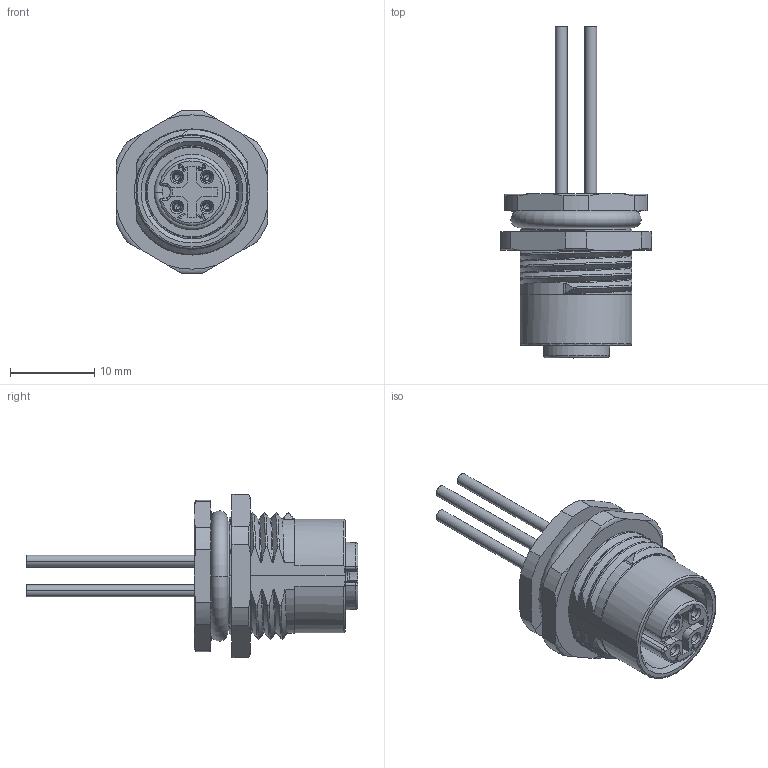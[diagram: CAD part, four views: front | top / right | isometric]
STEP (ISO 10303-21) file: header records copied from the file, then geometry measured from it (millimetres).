
FILE_DESCRIPTION((''),'2;1');
FILE_NAME('M12-F04A-BKR-PG9_SW0001','2017-07-27T',('hq.zhang'),(''),'PRO/ENGINEER BY PARAMETRIC TECHNOLOGY CORPORATION, 2012480','PRO/ENGINEER BY PARAMETRIC TECHNOLOGY CORPORATION, 2012480','');
FILE_SCHEMA(('AUTOMOTIVE_DESIGN { 1 0 10303 214 1 1 1 1 }'));
Length unit declared in the file: millimetre
Products named in the file (1): M12-F04A-BKR-PG9_SW0001
Bounding box: 18 x 39.5 x 19.48 mm (x, y, z)
Volume: 2834.3 mm3; surface area: 3640.7 mm2
Topology: 1 solids, 1 shells, 538 faces, 1464 edges, 947 vertices
Faces by surface type: plane 175, cylinder 127, extrusion 86, cone 72, torus 42, bspline 34, sphere 2
Entity records: 22016 total; most frequent: CARTESIAN_POINT 9069, ORIENTED_EDGE 2912, DIRECTION 2289, EDGE_CURVE 1456, VERTEX_POINT 947, AXIS2_PLACEMENT_3D 800, VECTOR 689, LINE 603
